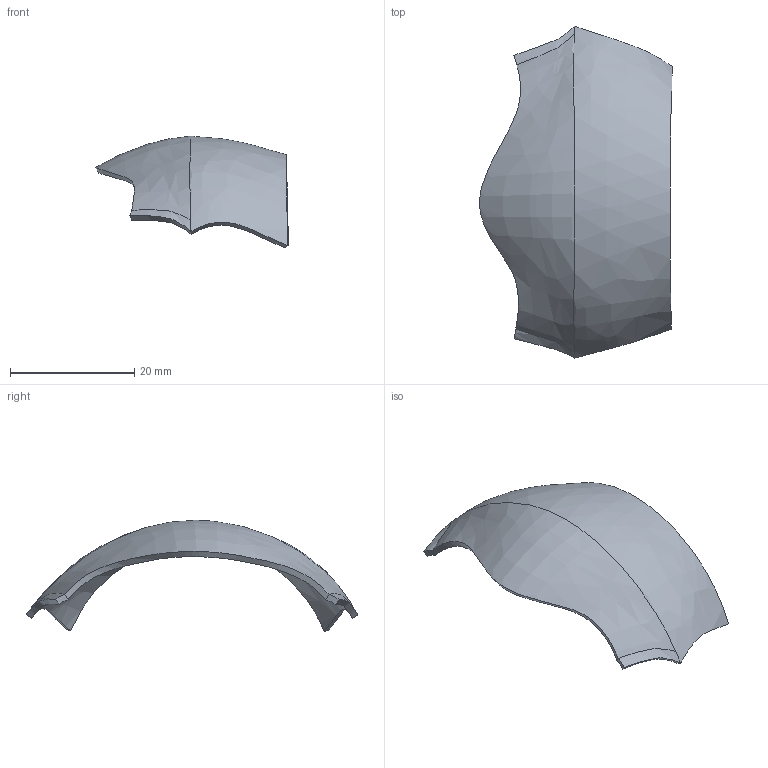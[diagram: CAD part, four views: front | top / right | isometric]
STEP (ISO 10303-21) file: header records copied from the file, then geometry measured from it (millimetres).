
FILE_DESCRIPTION (( 'STEP AP203' ), '1' );
FILE_NAME ('shank right.sldasm-Part-10_默认_sldprt.STEP', '2018-02-02T07:12:42', ( '' ), ( '' ), 'SwSTEP 2.0', 'SolidWorks 2014', '' );
FILE_SCHEMA (( 'CONFIG_CONTROL_DESIGN' ));
Length unit declared in the file: millimetre
Products named in the file (1): shank right.sldasm-Part-10_默认_sldprt
Bounding box: 31.06 x 53.51 x 17.96 mm (x, y, z)
Volume: 1550.5 mm3; surface area: 3264.6 mm2
Topology: 1 solids, 1 shells, 19 faces, 44 edges, 27 vertices
Faces by surface type: bspline 19
Entity records: 11208 total; most frequent: CARTESIAN_POINT 10849, ORIENTED_EDGE 88, EDGE_CURVE 44, B_SPLINE_CURVE_WITH_KNOTS 41, VERTEX_POINT 27, EDGE_LOOP 19, FACE_OUTER_BOUND 19, ADVANCED_FACE 19
